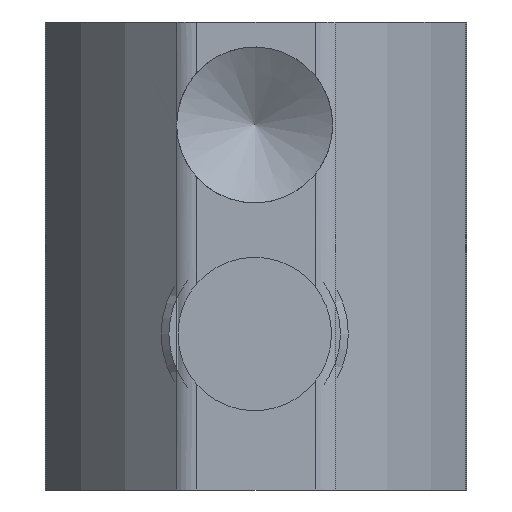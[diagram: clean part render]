
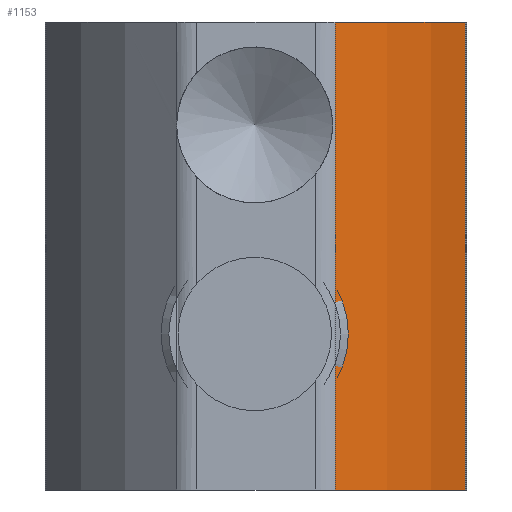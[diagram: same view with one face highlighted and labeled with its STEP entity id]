
A CAD part, front view. The second image highlights one B-rep face of the part: STEP entity #1153.
In plain terms, the highlighted cylindrical face has radius 15 mm (diameter 30 mm), a partial arc.
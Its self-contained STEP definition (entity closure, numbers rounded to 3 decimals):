
#133=FACE_OUTER_BOUND('',#215,.T.);
#215=EDGE_LOOP('',(#958,#959,#960,#961));
#285=LINE('',#1937,#366);
#286=LINE('',#2017,#367);
#366=VECTOR('',#1567,15.);
#367=VECTOR('',#1596,15.);
#450=CIRCLE('',#1289,15.);
#451=CIRCLE('',#1290,15.);
#531=VERTEX_POINT('',#1930);
#534=VERTEX_POINT('',#1935);
#550=VERTEX_POINT('',#2015);
#551=VERTEX_POINT('',#2016);
#678=EDGE_CURVE('',#531,#534,#285,.T.);
#694=EDGE_CURVE('',#550,#551,#286,.T.);
#695=EDGE_CURVE('',#551,#531,#450,.T.);
#696=EDGE_CURVE('',#534,#550,#451,.T.);
#958=ORIENTED_EDGE('',*,*,#694,.T.);
#959=ORIENTED_EDGE('',*,*,#695,.T.);
#960=ORIENTED_EDGE('',*,*,#678,.T.);
#961=ORIENTED_EDGE('',*,*,#696,.T.);
#1093=CYLINDRICAL_SURFACE('',#1288,15.);
#1153=ADVANCED_FACE('',(#133),#1093,.T.);
#1288=AXIS2_PLACEMENT_3D('',#2014,#1594,#1595);
#1289=AXIS2_PLACEMENT_3D('',#2018,#1597,#1598);
#1290=AXIS2_PLACEMENT_3D('',#2019,#1599,#1600);
#1567=DIRECTION('',(0.,0.,1.));
#1594=DIRECTION('center_axis',(0.,0.,1.));
#1595=DIRECTION('ref_axis',(1.,0.,0.));
#1596=DIRECTION('',(0.,0.,-1.));
#1597=DIRECTION('center_axis',(0.,0.,1.));
#1598=DIRECTION('ref_axis',(1.,0.,0.));
#1599=DIRECTION('center_axis',(0.,0.,-1.));
#1600=DIRECTION('ref_axis',(1.,0.,0.));
#1930=CARTESIAN_POINT('',(-11.356,-0.939,-5.));
#1935=CARTESIAN_POINT('',(-11.356,-0.939,10.));
#1937=CARTESIAN_POINT('',(-11.356,-0.939,-5.));
#2014=CARTESIAN_POINT('Origin',(-25.108,5.051,-5.));
#2015=CARTESIAN_POINT('',(-15.529,-6.492,10.));
#2016=CARTESIAN_POINT('',(-15.529,-6.492,-5.));
#2017=CARTESIAN_POINT('',(-15.529,-6.492,-5.));
#2018=CARTESIAN_POINT('Origin',(-25.108,5.051,-5.));
#2019=CARTESIAN_POINT('Origin',(-25.108,5.051,10.));
